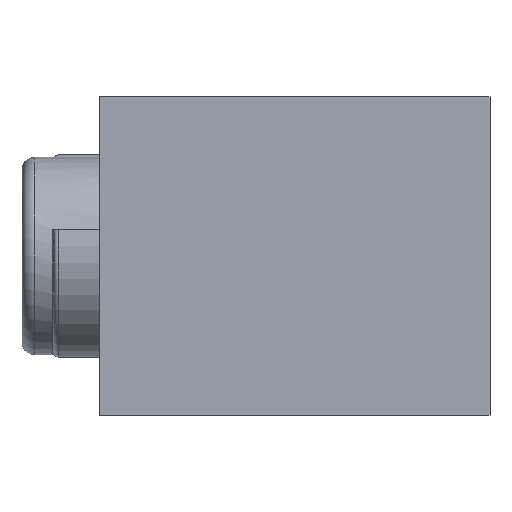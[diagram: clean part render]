
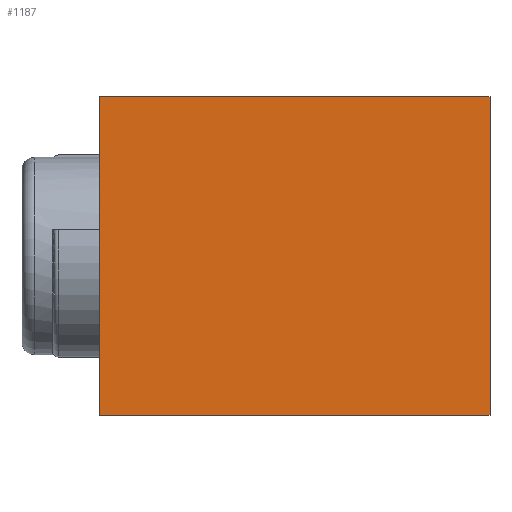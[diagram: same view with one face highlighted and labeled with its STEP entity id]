
A CAD part, left-side view. The second image highlights one B-rep face of the part: STEP entity #1187.
In plain terms, the highlighted planar face has unit normal (-1, 0, 0).
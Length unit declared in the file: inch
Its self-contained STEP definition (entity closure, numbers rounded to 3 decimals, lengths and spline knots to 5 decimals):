
#55 = VECTOR ( 'NONE', #3956, 39.37008 ) ;
#71 = ORIENTED_EDGE ( 'NONE', *, *, #785, .F. ) ;
#89 = EDGE_CURVE ( 'NONE', #3396, #683, #5323, .T. ) ;
#329 = ORIENTED_EDGE ( 'NONE', *, *, #89, .T. ) ;
#371 = VECTOR ( 'NONE', #4979, 39.37008 ) ;
#372 = ORIENTED_EDGE ( 'NONE', *, *, #4934, .F. ) ;
#663 = CARTESIAN_POINT ( 'NONE',  ( -0.15354, 0.11811, 0.15354 ) ) ;
#683 = VERTEX_POINT ( 'NONE', #2165 ) ;
#709 = LINE ( 'NONE', #1518, #3359 ) ;
#785 = EDGE_CURVE ( 'NONE', #3396, #3791, #4212, .T. ) ;
#1187 = ADVANCED_FACE ( 'NONE', ( #3002 ), #3795, .F. ) ;
#1518 = CARTESIAN_POINT ( 'NONE',  ( -0.15354, 0., 0.15354 ) ) ;
#1541 = CARTESIAN_POINT ( 'NONE',  ( -0.15354, 0.11811, 0.15354 ) ) ;
#2006 = CARTESIAN_POINT ( 'NONE',  ( -0.15354, 0.37598, -0.15354 ) ) ;
#2165 = CARTESIAN_POINT ( 'NONE',  ( -0.15354, 0., -0.15354 ) ) ;
#2499 = AXIS2_PLACEMENT_3D ( 'NONE', #663, #3351, #5579 ) ;
#2704 = CARTESIAN_POINT ( 'NONE',  ( -0.15354, 0., 0.15354 ) ) ;
#2724 = VECTOR ( 'NONE', #4381, 39.37008 ) ;
#2863 = EDGE_CURVE ( 'NONE', #683, #5866, #709, .T. ) ;
#2955 = ORIENTED_EDGE ( 'NONE', *, *, #2863, .T. ) ;
#3002 = FACE_OUTER_BOUND ( 'NONE', #4125, .T. ) ;
#3047 = LINE ( 'NONE', #1541, #371 ) ;
#3277 = CARTESIAN_POINT ( 'NONE',  ( -0.15354, 0.37598, 0.15354 ) ) ;
#3351 = DIRECTION ( 'NONE',  ( 1., 0., 0. ) ) ;
#3359 = VECTOR ( 'NONE', #6426, 39.37008 ) ;
#3396 = VERTEX_POINT ( 'NONE', #2006 ) ;
#3791 = VERTEX_POINT ( 'NONE', #3277 ) ;
#3795 = PLANE ( 'NONE',  #2499 ) ;
#3956 = DIRECTION ( 'NONE',  ( 0., 0., 1. ) ) ;
#4125 = EDGE_LOOP ( 'NONE', ( #2955, #372, #71, #329 ) ) ;
#4212 = LINE ( 'NONE', #5040, #55 ) ;
#4381 = DIRECTION ( 'NONE',  ( 0., -1., 0. ) ) ;
#4934 = EDGE_CURVE ( 'NONE', #3791, #5866, #3047, .T. ) ;
#4979 = DIRECTION ( 'NONE',  ( 0., -1., 0. ) ) ;
#5040 = CARTESIAN_POINT ( 'NONE',  ( -0.15354, 0.37598, 0.15354 ) ) ;
#5290 = CARTESIAN_POINT ( 'NONE',  ( -0.15354, 0.11811, -0.15354 ) ) ;
#5323 = LINE ( 'NONE', #5290, #2724 ) ;
#5579 = DIRECTION ( 'NONE',  ( 0., 0., -1. ) ) ;
#5866 = VERTEX_POINT ( 'NONE', #2704 ) ;
#6426 = DIRECTION ( 'NONE',  ( 0., 0., 1. ) ) ;
